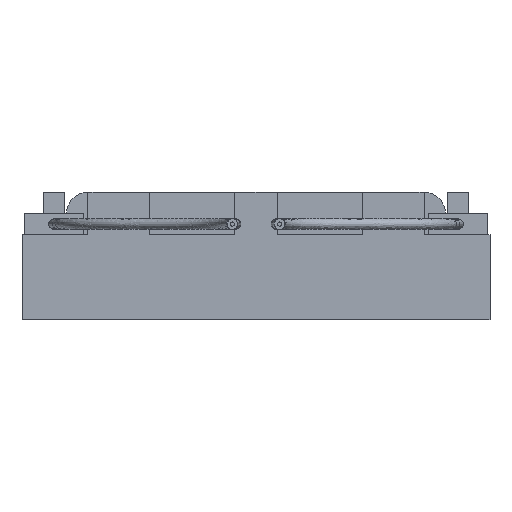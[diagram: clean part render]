
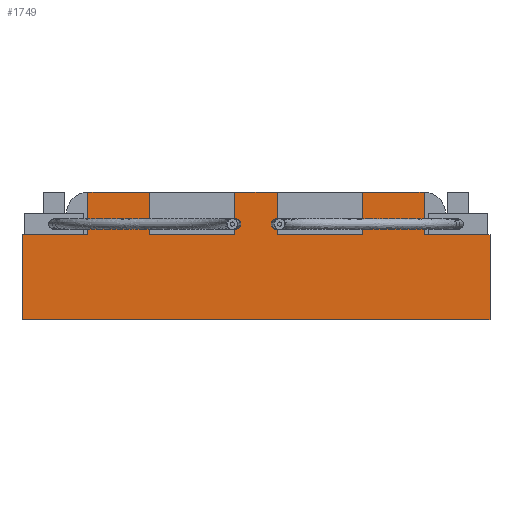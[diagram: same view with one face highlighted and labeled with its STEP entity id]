
A CAD part, front view. The second image highlights one B-rep face of the part: STEP entity #1749.
In plain terms, the highlighted planar face has unit normal (0, -1, 0).
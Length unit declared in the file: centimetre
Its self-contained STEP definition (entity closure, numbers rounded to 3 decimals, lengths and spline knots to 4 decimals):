
#104=LINE('',#2722,#320);
#113=LINE('',#2741,#329);
#121=LINE('',#2754,#337);
#123=LINE('',#2758,#339);
#124=LINE('',#2760,#340);
#125=LINE('',#2762,#341);
#126=LINE('',#2764,#342);
#127=LINE('',#2767,#343);
#128=LINE('',#2769,#344);
#129=LINE('',#2771,#345);
#130=LINE('',#2774,#346);
#131=LINE('',#2775,#347);
#132=LINE('',#2777,#348);
#133=LINE('',#2779,#349);
#320=VECTOR('',#2074,1.);
#329=VECTOR('',#2087,1.);
#337=VECTOR('',#2097,1.);
#339=VECTOR('',#2100,1.);
#340=VECTOR('',#2101,1.);
#341=VECTOR('',#2102,1.);
#342=VECTOR('',#2103,1.);
#343=VECTOR('',#2104,1.);
#344=VECTOR('',#2105,1.);
#345=VECTOR('',#2106,1.);
#346=VECTOR('',#2107,1.);
#347=VECTOR('',#2108,1.);
#348=VECTOR('',#2109,1.);
#349=VECTOR('',#2110,1.);
#495=PLANE('',#1860);
#612=VERTEX_POINT('',#2721);
#613=VERTEX_POINT('',#2723);
#618=VERTEX_POINT('',#2740);
#619=VERTEX_POINT('',#2742);
#622=VERTEX_POINT('',#2755);
#623=VERTEX_POINT('',#2759);
#624=VERTEX_POINT('',#2761);
#625=VERTEX_POINT('',#2763);
#626=VERTEX_POINT('',#2765);
#627=VERTEX_POINT('',#2766);
#628=VERTEX_POINT('',#2768);
#629=VERTEX_POINT('',#2770);
#630=VERTEX_POINT('',#2772);
#631=VERTEX_POINT('',#2773);
#632=VERTEX_POINT('',#2776);
#633=VERTEX_POINT('',#2778);
#831=EDGE_CURVE('',#613,#612,#104,.T.);
#840=EDGE_CURVE('',#619,#618,#113,.T.);
#848=EDGE_CURVE('',#618,#622,#121,.T.);
#850=EDGE_CURVE('',#622,#623,#123,.T.);
#851=EDGE_CURVE('',#623,#624,#124,.T.);
#852=EDGE_CURVE('',#624,#625,#125,.T.);
#853=EDGE_CURVE('',#625,#626,#126,.T.);
#854=EDGE_CURVE('',#626,#627,#123,.T.);
#855=EDGE_CURVE('',#627,#628,#127,.T.);
#856=EDGE_CURVE('',#628,#629,#128,.T.);
#857=EDGE_CURVE('',#629,#630,#129,.T.);
#858=EDGE_CURVE('',#630,#631,#123,.T.);
#859=EDGE_CURVE('',#631,#613,#130,.T.);
#860=EDGE_CURVE('',#632,#612,#131,.T.);
#861=EDGE_CURVE('',#633,#632,#132,.T.);
#862=EDGE_CURVE('',#633,#619,#133,.T.);
#1182=ORIENTED_EDGE('',*,*,#840,.T.);
#1183=ORIENTED_EDGE('',*,*,#848,.T.);
#1184=ORIENTED_EDGE('',*,*,#850,.T.);
#1185=ORIENTED_EDGE('',*,*,#851,.T.);
#1186=ORIENTED_EDGE('',*,*,#852,.T.);
#1187=ORIENTED_EDGE('',*,*,#853,.T.);
#1188=ORIENTED_EDGE('',*,*,#854,.T.);
#1189=ORIENTED_EDGE('',*,*,#855,.T.);
#1190=ORIENTED_EDGE('',*,*,#856,.T.);
#1191=ORIENTED_EDGE('',*,*,#857,.T.);
#1192=ORIENTED_EDGE('',*,*,#858,.T.);
#1193=ORIENTED_EDGE('',*,*,#859,.T.);
#1194=ORIENTED_EDGE('',*,*,#831,.T.);
#1195=ORIENTED_EDGE('',*,*,#860,.F.);
#1196=ORIENTED_EDGE('',*,*,#861,.F.);
#1197=ORIENTED_EDGE('',*,*,#862,.T.);
#1541=EDGE_LOOP('',(#1182,#1183,#1184,#1185,#1186,#1187,#1188,#1189,#1190,
#1191,#1192,#1193,#1194,#1195,#1196,#1197));
#1649=FACE_BOUND('',#1541,.T.);
#1749=ADVANCED_FACE('',(#1649),#495,.T.);
#1860=AXIS2_PLACEMENT_3D('',#2757,#2099,$);
#2074=DIRECTION('',(-1.,0.,0.));
#2087=DIRECTION('',(-1.,0.,0.));
#2097=DIRECTION('',(0.,0.,1.));
#2099=DIRECTION('',(0.,-1.,0.));
#2100=DIRECTION('',(-1.,0.,0.));
#2101=DIRECTION('',(0.,0.,-1.));
#2102=DIRECTION('',(-1.,0.,0.));
#2103=DIRECTION('',(0.,0.,1.));
#2104=DIRECTION('',(0.,0.,-1.));
#2105=DIRECTION('',(-1.,0.,0.));
#2106=DIRECTION('',(0.,0.,1.));
#2107=DIRECTION('',(0.,0.,-1.));
#2108=DIRECTION('',(0.,0.,1.));
#2109=DIRECTION('',(-1.,0.,0.));
#2110=DIRECTION('',(0.,0.,1.));
#2721=CARTESIAN_POINT('',(0.,0.1324,0.2));
#2722=CARTESIAN_POINT('',(0.3094,0.1324,0.2));
#2723=CARTESIAN_POINT('',(0.155,0.1324,0.2));
#2740=CARTESIAN_POINT('',(0.945,0.1324,0.2));
#2741=CARTESIAN_POINT('',(0.7906,0.1324,0.2));
#2742=CARTESIAN_POINT('',(1.1,0.1324,0.2));
#2754=CARTESIAN_POINT('',(0.945,0.1324,0.15));
#2755=CARTESIAN_POINT('',(0.945,0.1324,0.3));
#2757=CARTESIAN_POINT('',(0.55,0.1324,0.));
#2758=CARTESIAN_POINT('',(1.1,0.1324,0.3));
#2759=CARTESIAN_POINT('',(0.8,0.1324,0.3));
#2760=CARTESIAN_POINT('',(0.8,0.1324,0.15));
#2761=CARTESIAN_POINT('',(0.8,0.1324,0.2));
#2762=CARTESIAN_POINT('',(0.625,0.1324,0.2));
#2763=CARTESIAN_POINT('',(0.6,0.1324,0.2));
#2764=CARTESIAN_POINT('',(0.6,0.1324,0.15));
#2765=CARTESIAN_POINT('',(0.6,0.1324,0.3));
#2766=CARTESIAN_POINT('',(0.5,0.1324,0.3));
#2767=CARTESIAN_POINT('',(0.5,0.1324,0.15));
#2768=CARTESIAN_POINT('',(0.5,0.1324,0.2));
#2769=CARTESIAN_POINT('',(0.475,0.1324,0.2));
#2770=CARTESIAN_POINT('',(0.3,0.1324,0.2));
#2771=CARTESIAN_POINT('',(0.3,0.1324,0.15));
#2772=CARTESIAN_POINT('',(0.3,0.1324,0.3));
#2773=CARTESIAN_POINT('',(0.155,0.1324,0.3));
#2774=CARTESIAN_POINT('',(0.155,0.1324,0.15));
#2775=CARTESIAN_POINT('',(0.,0.1324,0.));
#2776=CARTESIAN_POINT('',(0.,0.1324,0.));
#2777=CARTESIAN_POINT('',(1.1,0.1324,0.));
#2778=CARTESIAN_POINT('',(1.1,0.1324,0.));
#2779=CARTESIAN_POINT('',(1.1,0.1324,0.));
